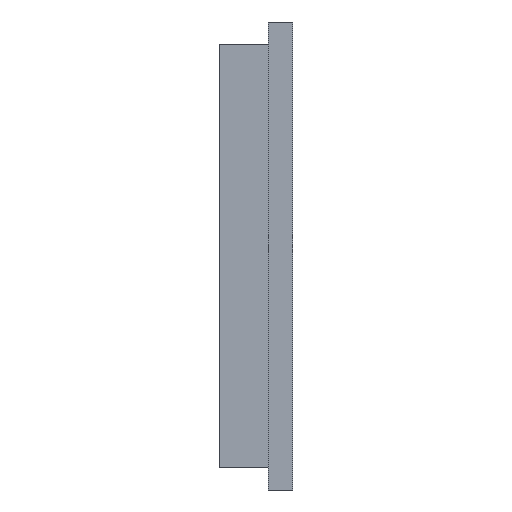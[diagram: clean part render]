
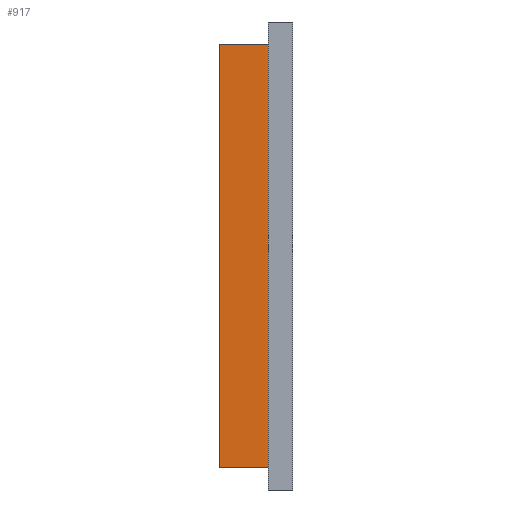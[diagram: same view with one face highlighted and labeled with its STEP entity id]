
A CAD part, left-side view. The second image highlights one B-rep face of the part: STEP entity #917.
In plain terms, the highlighted planar face has unit normal (-1, 0, 0).
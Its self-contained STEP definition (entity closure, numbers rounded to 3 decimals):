
#43=PLANE('',#1016);
#91=FACE_OUTER_BOUND('',#139,.T.);
#139=EDGE_LOOP('',(#839,#840,#841,#842));
#233=LINE('',#1543,#329);
#234=LINE('',#1546,#330);
#235=LINE('',#1548,#331);
#236=LINE('',#1549,#332);
#329=VECTOR('',#1272,10.);
#330=VECTOR('',#1275,10.);
#331=VECTOR('',#1276,10.);
#332=VECTOR('',#1277,10.);
#455=VERTEX_POINT('',#1539);
#456=VERTEX_POINT('',#1541);
#457=VERTEX_POINT('',#1545);
#458=VERTEX_POINT('',#1547);
#585=EDGE_CURVE('',#455,#456,#233,.T.);
#586=EDGE_CURVE('',#455,#457,#234,.T.);
#587=EDGE_CURVE('',#458,#456,#235,.T.);
#588=EDGE_CURVE('',#457,#458,#236,.T.);
#839=ORIENTED_EDGE('',*,*,#586,.F.);
#840=ORIENTED_EDGE('',*,*,#585,.T.);
#841=ORIENTED_EDGE('',*,*,#587,.F.);
#842=ORIENTED_EDGE('',*,*,#588,.F.);
#917=ADVANCED_FACE('',(#91),#43,.T.);
#1016=AXIS2_PLACEMENT_3D('',#1544,#1273,#1274);
#1272=DIRECTION('',(0.,1.,0.));
#1273=DIRECTION('center_axis',(-1.,0.,0.));
#1274=DIRECTION('ref_axis',(0.,0.,1.));
#1275=DIRECTION('',(0.,0.,-1.));
#1276=DIRECTION('',(0.,0.,1.));
#1277=DIRECTION('',(0.,1.,0.));
#1539=CARTESIAN_POINT('',(-16.025,1.,8.6));
#1541=CARTESIAN_POINT('',(-16.025,3.,8.6));
#1543=CARTESIAN_POINT('',(-16.025,1.,8.6));
#1544=CARTESIAN_POINT('Origin',(-16.025,1.,-8.6));
#1545=CARTESIAN_POINT('',(-16.025,1.,-8.6));
#1546=CARTESIAN_POINT('',(-16.025,1.,8.6));
#1547=CARTESIAN_POINT('',(-16.025,3.,-8.6));
#1548=CARTESIAN_POINT('',(-16.025,3.,8.6));
#1549=CARTESIAN_POINT('',(-16.025,1.,-8.6));
